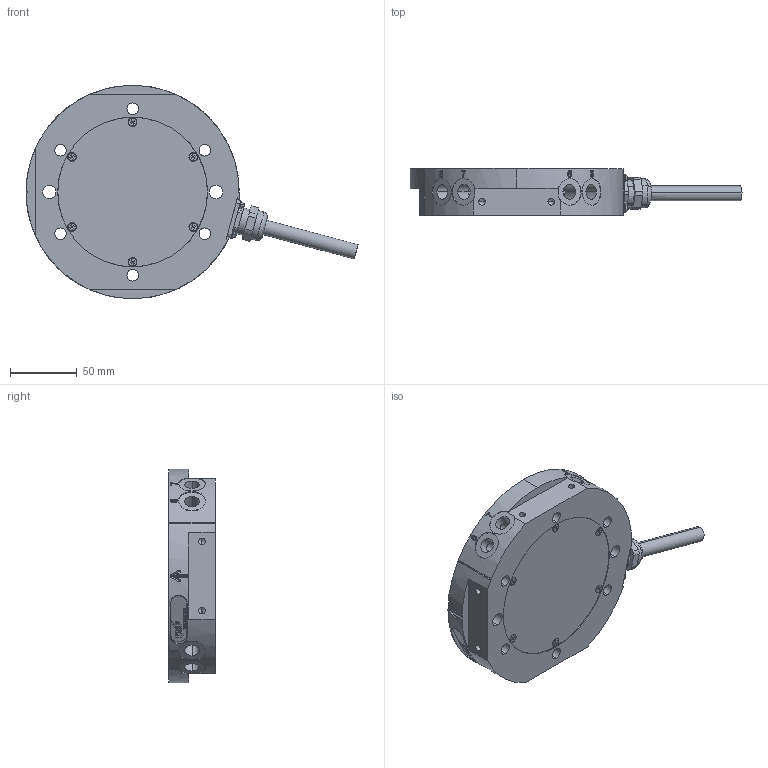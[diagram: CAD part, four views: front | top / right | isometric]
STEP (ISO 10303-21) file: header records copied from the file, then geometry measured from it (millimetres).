
FILE_DESCRIPTION (( 'STEP AP203' ), '1' );
FILE_NAME ('P6431.STEP', '2018-11-28T10:28:41', ( '' ), ( '' ), 'SwSTEP 2.0', 'SolidWorks 2017', '' );
FILE_SCHEMA (( 'CONFIG_CONTROL_DESIGN' ));
Products named in the file (1): P6431
Bounding box: 249.02 x 35 x 160 mm (x, y, z)
Volume: 497357.4 mm3; surface area: 132256.1 mm2
Topology: 37 solids, 37 shells, 1696 faces, 3948 edges, 2430 vertices
Faces by surface type: cylinder 600, plane 532, cone 323, bspline 229, sphere 8, torus 4
Entity records: 60703 total; most frequent: CARTESIAN_POINT 22853, ORIENTED_EDGE 7840, DIRECTION 7615, EDGE_CURVE 3920, AXIS2_PLACEMENT_3D 2778, VERTEX_POINT 2430, VECTOR 2059, LINE 2059
